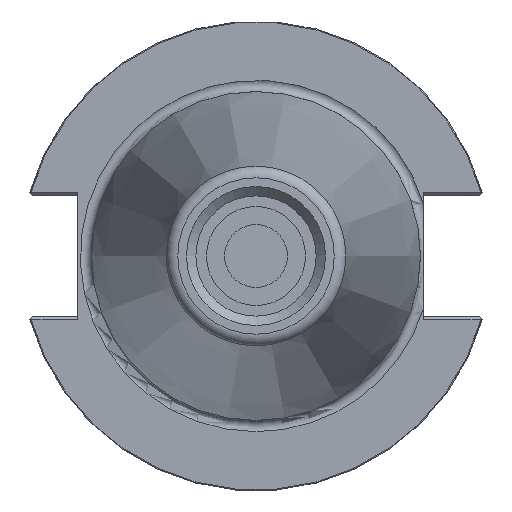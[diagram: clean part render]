
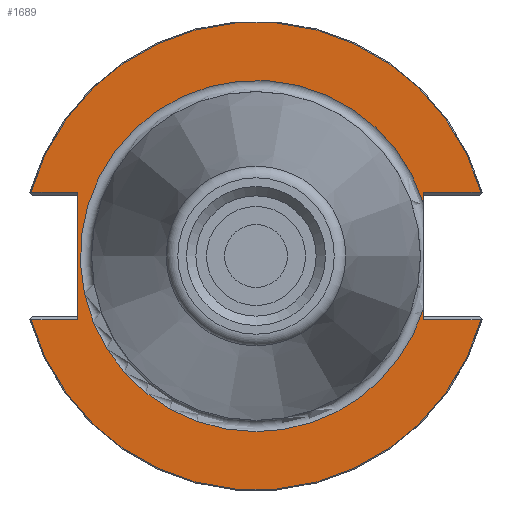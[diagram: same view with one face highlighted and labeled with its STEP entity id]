
A CAD part, left-side view. The second image highlights one B-rep face of the part: STEP entity #1689.
In plain terms, the highlighted planar face has unit normal (-1, 0, 0).
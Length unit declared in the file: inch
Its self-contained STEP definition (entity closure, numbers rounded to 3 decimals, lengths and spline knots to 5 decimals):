
#216=LINE('',#2534,#342);
#217=LINE('',#2556,#343);
#224=LINE('',#2608,#350);
#226=LINE('',#2612,#352);
#227=LINE('',#2614,#353);
#228=LINE('',#2616,#354);
#229=LINE('',#2619,#355);
#342=VECTOR('',#2089,0.0526);
#343=VECTOR('',#2090,0.0526);
#350=VECTOR('',#2109,0.30821);
#352=VECTOR('',#2113,0.24821);
#353=VECTOR('',#2114,0.67625);
#354=VECTOR('',#2115,0.24821);
#355=VECTOR('',#2118,0.30821);
#467=PLANE('',#1845);
#523=FACE_OUTER_BOUND('',#621,.T.);
#621=EDGE_LOOP('',(#1308,#1309,#1310,#1311,#1312,#1313,#1314,#1315,#1316,
#1317,#1318));
#713=CIRCLE('',#1840,1.245);
#715=CIRCLE('',#1846,1.245);
#716=CIRCLE('',#1847,0.93468);
#717=CIRCLE('',#1848,0.93468);
#795=VERTEX_POINT('',#2531);
#796=VERTEX_POINT('',#2533);
#797=VERTEX_POINT('',#2535);
#798=VERTEX_POINT('',#2555);
#802=VERTEX_POINT('',#2564);
#803=VERTEX_POINT('',#2573);
#810=VERTEX_POINT('',#2611);
#811=VERTEX_POINT('',#2613);
#812=VERTEX_POINT('',#2615);
#813=VERTEX_POINT('',#2617);
#814=VERTEX_POINT('',#2620);
#978=EDGE_CURVE('',#796,#795,#216,.T.);
#980=EDGE_CURVE('',#798,#797,#217,.T.);
#985=EDGE_CURVE('',#802,#803,#713,.T.);
#994=EDGE_CURVE('',#795,#803,#224,.T.);
#996=EDGE_CURVE('',#810,#802,#226,.T.);
#997=EDGE_CURVE('',#811,#810,#227,.T.);
#998=EDGE_CURVE('',#812,#811,#228,.T.);
#999=EDGE_CURVE('',#813,#812,#715,.T.);
#1000=EDGE_CURVE('',#813,#798,#229,.T.);
#1001=EDGE_CURVE('',#797,#814,#716,.T.);
#1002=EDGE_CURVE('',#814,#796,#717,.T.);
#1308=ORIENTED_EDGE('',*,*,#985,.F.);
#1309=ORIENTED_EDGE('',*,*,#996,.F.);
#1310=ORIENTED_EDGE('',*,*,#997,.F.);
#1311=ORIENTED_EDGE('',*,*,#998,.F.);
#1312=ORIENTED_EDGE('',*,*,#999,.F.);
#1313=ORIENTED_EDGE('',*,*,#1000,.T.);
#1314=ORIENTED_EDGE('',*,*,#980,.T.);
#1315=ORIENTED_EDGE('',*,*,#1001,.T.);
#1316=ORIENTED_EDGE('',*,*,#1002,.T.);
#1317=ORIENTED_EDGE('',*,*,#978,.T.);
#1318=ORIENTED_EDGE('',*,*,#994,.T.);
#1689=ADVANCED_FACE('',(#523),#467,.T.);
#1840=AXIS2_PLACEMENT_3D('',#2574,#2096,#2097);
#1845=AXIS2_PLACEMENT_3D('',#2610,#2111,#2112);
#1846=AXIS2_PLACEMENT_3D('',#2618,#2116,#2117);
#1847=AXIS2_PLACEMENT_3D('',#2621,#2119,#2120);
#1848=AXIS2_PLACEMENT_3D('',#2622,#2121,#2122);
#2089=DIRECTION('',(0.,0.,1.));
#2090=DIRECTION('',(0.,0.,1.));
#2096=DIRECTION('center_axis',(1.,0.,0.));
#2097=DIRECTION('ref_axis',(0.,0.,
1.));
#2109=DIRECTION('',(0.,-1.,0.));
#2111=DIRECTION('center_axis',(-1.,0.,0.));
#2112=DIRECTION('ref_axis',(0.,0.,1.));
#2113=DIRECTION('',(0.,1.,0.));
#2114=DIRECTION('',(0.,0.,1.));
#2115=DIRECTION('',(0.,-1.,0.));
#2116=DIRECTION('center_axis',(1.,0.,0.));
#2117=DIRECTION('ref_axis',(0.,0.,
-1.));
#2118=DIRECTION('',(0.,1.,0.));
#2119=DIRECTION('center_axis',(1.,0.,0.));
#2120=DIRECTION('ref_axis',(0.,0.,1.));
#2121=DIRECTION('center_axis',(1.,0.,0.));
#2122=DIRECTION('ref_axis',(0.,0.,1.));
#2531=CARTESIAN_POINT('',(-1.17746,-0.89001,0.33812));
#2533=CARTESIAN_POINT('',(-1.17746,-0.89001,0.28553));
#2534=CARTESIAN_POINT('',(-1.17746,-0.89001,0.));
#2535=CARTESIAN_POINT('',(-1.17746,-0.89001,-0.28553));
#2555=CARTESIAN_POINT('',(-1.17746,-0.89001,-0.33813));
#2556=CARTESIAN_POINT('',(-1.17746,-0.89001,0.));
#2564=CARTESIAN_POINT('',(-1.17746,1.19819,0.33812));
#2573=CARTESIAN_POINT('',(-1.17746,-1.19822,0.33812));
#2574=CARTESIAN_POINT('Origin',(-1.17746,-0.00001,
0.));
#2608=CARTESIAN_POINT('',(-1.17746,-0.90251,0.33812));
#2610=CARTESIAN_POINT('Origin',(-1.17746,-0.87501,0.));
#2611=CARTESIAN_POINT('',(-1.17746,0.94999,0.33812));
#2612=CARTESIAN_POINT('',(-1.17746,0.02749,0.33812));
#2613=CARTESIAN_POINT('',(-1.17746,0.94999,-0.33813));
#2614=CARTESIAN_POINT('',(-1.17746,0.94999,-0.33813));
#2615=CARTESIAN_POINT('',(-1.17746,1.19819,-0.33813));
#2616=CARTESIAN_POINT('',(-1.17746,0.27749,-0.33813));
#2617=CARTESIAN_POINT('',(-1.17746,-1.19822,-0.33813));
#2618=CARTESIAN_POINT('Origin',(-1.17746,-0.00001,
0.));
#2619=CARTESIAN_POINT('',(-1.17746,-0.90251,-0.33813));
#2620=CARTESIAN_POINT('',(-1.17746,-0.00001,-0.93468));
#2621=CARTESIAN_POINT('Origin',(-1.17746,-0.00001,
0.));
#2622=CARTESIAN_POINT('Origin',(-1.17746,-0.00001,
0.));
